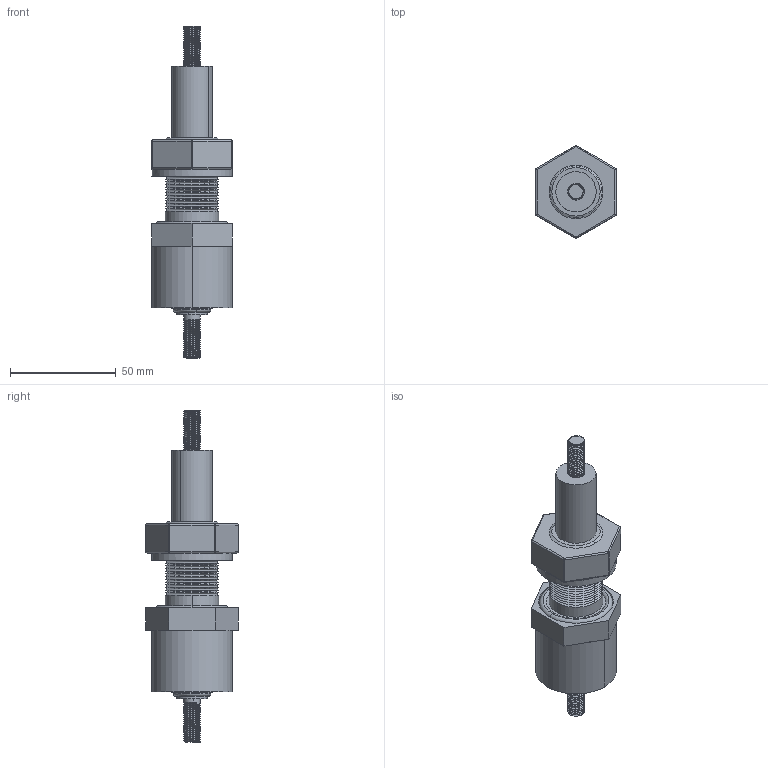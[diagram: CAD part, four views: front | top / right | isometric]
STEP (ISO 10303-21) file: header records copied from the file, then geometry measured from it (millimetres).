
FILE_DESCRIPTION (( 'STEP AP203' ), '1' );
FILE_NAME ('A13969-1.STEP', '2019-06-12T14:37:29', ( '' ), ( '' ), 'SwSTEP 2.0', 'SolidWorks 2019', '' );
FILE_SCHEMA (( 'CONFIG_CONTROL_DESIGN' ));
Length unit declared in the file: inch
Products named in the file (1): A13969-1
Bounding box: 38.1 x 43.99 x 157.23 mm (x, y, z)
Volume: 70555.3 mm3; surface area: 28829.8 mm2
Topology: 1 solids, 14 shells, 367 faces, 872 edges, 522 vertices
Faces by surface type: cone 158, cylinder 127, plane 52, torus 12, sphere 12, bspline 6
Entity records: 16887 total; most frequent: CARTESIAN_POINT 8638, DIRECTION 1772, ORIENTED_EDGE 1728, EDGE_CURVE 864, AXIS2_PLACEMENT_3D 717, VERTEX_POINT 518, EDGE_LOOP 386, ADVANCED_FACE 367
